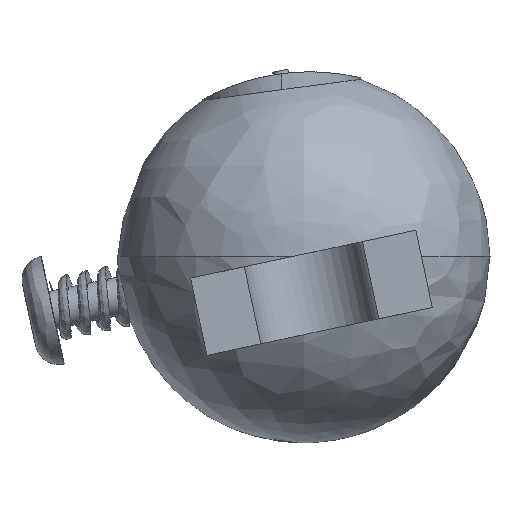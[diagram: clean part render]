
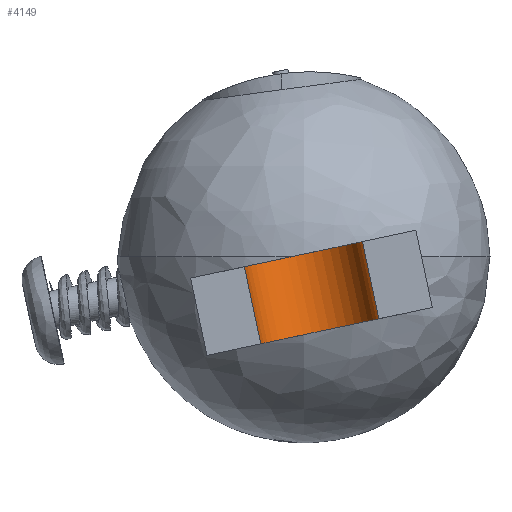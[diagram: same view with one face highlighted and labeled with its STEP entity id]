
A CAD part, left-side view. The second image highlights one B-rep face of the part: STEP entity #4149.
In plain terms, the highlighted free-form (B-spline) face has degree [2, 1] with [5, 2] control points.
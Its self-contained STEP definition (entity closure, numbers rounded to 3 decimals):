
#3783 = VERTEX_POINT('',#3784);
#3784 = CARTESIAN_POINT('',(-182.276,-45.321,
    -37.495));
#3789 = EDGE_CURVE('',#3783,#3790,#3792,.T.);
#3790 = VERTEX_POINT('',#3791);
#3791 = CARTESIAN_POINT('',(-182.276,26.152,
    -52.687));
#3792 = ( BOUNDED_CURVE() B_SPLINE_CURVE(2,(#3793,#3794,#3795,#3796,
#3797),.UNSPECIFIED.,.F.,.F.) B_SPLINE_CURVE_WITH_KNOTS((3,2,3),(0.,
1.571,3.142),.PIECEWISE_BEZIER_KNOTS.) CURVE() 
GEOMETRIC_REPRESENTATION_ITEM() RATIONAL_B_SPLINE_CURVE((1.,
0.707,1.,0.707,1.)) REPRESENTATION_ITEM('') );
#3793 = CARTESIAN_POINT('',(-182.276,-45.321,
    -37.495));
#3794 = CARTESIAN_POINT('',(-145.741,-45.321,
    -37.495));
#3795 = CARTESIAN_POINT('',(-145.741,-9.584,
    -45.091));
#3796 = CARTESIAN_POINT('',(-145.741,26.152,
    -52.687));
#3797 = CARTESIAN_POINT('',(-182.276,26.152,
    -52.687));
#3846 = VERTEX_POINT('',#3847);
#3847 = CARTESIAN_POINT('',(-182.276,-35.414,
    9.115));
#3891 = VERTEX_POINT('',#3892);
#3892 = CARTESIAN_POINT('',(-182.276,36.059,
    -6.077));
#3897 = EDGE_CURVE('',#3846,#3891,#3898,.T.);
#3898 = ( BOUNDED_CURVE() B_SPLINE_CURVE(2,(#3899,#3900,#3901,#3902,
#3903),.UNSPECIFIED.,.F.,.F.) B_SPLINE_CURVE_WITH_KNOTS((3,2,3),(0.,
1.571,3.142),.PIECEWISE_BEZIER_KNOTS.) CURVE() 
GEOMETRIC_REPRESENTATION_ITEM() RATIONAL_B_SPLINE_CURVE((1.,
0.707,1.,0.707,1.)) REPRESENTATION_ITEM('') );
#3899 = CARTESIAN_POINT('',(-182.276,-35.414,
    9.115));
#3900 = CARTESIAN_POINT('',(-145.741,-35.414,
    9.115));
#3901 = CARTESIAN_POINT('',(-145.741,0.323,
    1.519));
#3902 = CARTESIAN_POINT('',(-145.741,36.059,
    -6.077));
#3903 = CARTESIAN_POINT('',(-182.276,36.059,
    -6.077));
#3939 = EDGE_CURVE('',#3783,#3846,#3940,.T.);
#3940 = B_SPLINE_CURVE_WITH_KNOTS('',1,(#3941,#3942),.UNSPECIFIED.,.F.,
  .F.,(2,2),(0.,33.02),.PIECEWISE_BEZIER_KNOTS.);
#3941 = CARTESIAN_POINT('',(-182.276,-45.321,
    -37.495));
#3942 = CARTESIAN_POINT('',(-182.276,-35.414,
    9.115));
#4105 = EDGE_CURVE('',#3790,#3891,#4106,.T.);
#4106 = B_SPLINE_CURVE_WITH_KNOTS('',1,(#4107,#4108),.UNSPECIFIED.,.F.,
  .F.,(2,2),(0.,33.02),.PIECEWISE_BEZIER_KNOTS.);
#4107 = CARTESIAN_POINT('',(-182.276,26.152,
    -52.687));
#4108 = CARTESIAN_POINT('',(-182.276,36.059,
    -6.077));
#4149 = ADVANCED_FACE('',(#4150),#4156,.F.);
#4150 = FACE_BOUND('',#4151,.F.);
#4151 = EDGE_LOOP('',(#4152,#4153,#4154,#4155));
#4152 = ORIENTED_EDGE('',*,*,#3939,.F.);
#4153 = ORIENTED_EDGE('',*,*,#3789,.T.);
#4154 = ORIENTED_EDGE('',*,*,#4105,.T.);
#4155 = ORIENTED_EDGE('',*,*,#3897,.F.);
#4156 = ( BOUNDED_SURFACE() B_SPLINE_SURFACE(2,1,(
    (#4157,#4158)
    ,(#4159,#4160)
    ,(#4161,#4162)
    ,(#4163,#4164)
    ,(#4165,#4166
)),.UNSPECIFIED.,.F.,.F.,.F.) B_SPLINE_SURFACE_WITH_KNOTS((3,2,3),(2,2),
  (0.,1.571,3.142),(0.,33.02),
.PIECEWISE_BEZIER_KNOTS.) GEOMETRIC_REPRESENTATION_ITEM() 
RATIONAL_B_SPLINE_SURFACE((
    (1.,1.)
    ,(0.707,0.707)
    ,(1.,1.)
    ,(0.707,0.707)
,(1.,1.))) REPRESENTATION_ITEM('') SURFACE() );
#4157 = CARTESIAN_POINT('',(-182.276,-45.321,
    -37.495));
#4158 = CARTESIAN_POINT('',(-182.276,-35.414,
    9.115));
#4159 = CARTESIAN_POINT('',(-145.741,-45.321,
    -37.495));
#4160 = CARTESIAN_POINT('',(-145.741,-35.414,
    9.115));
#4161 = CARTESIAN_POINT('',(-145.741,-9.584,
    -45.091));
#4162 = CARTESIAN_POINT('',(-145.741,0.323,
    1.519));
#4163 = CARTESIAN_POINT('',(-145.741,26.152,
    -52.687));
#4164 = CARTESIAN_POINT('',(-145.741,36.059,
    -6.077));
#4165 = CARTESIAN_POINT('',(-182.276,26.152,
    -52.687));
#4166 = CARTESIAN_POINT('',(-182.276,36.059,
    -6.077));
